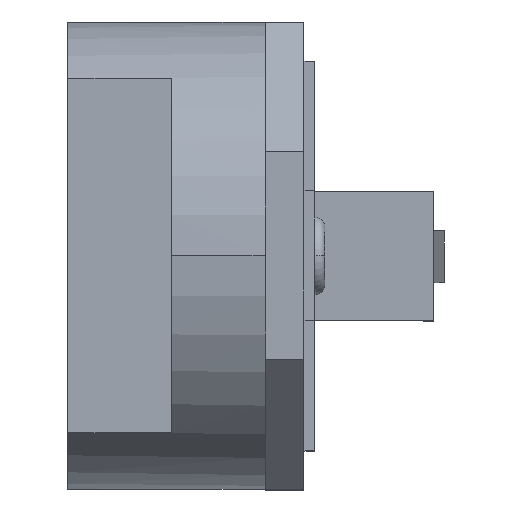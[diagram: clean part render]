
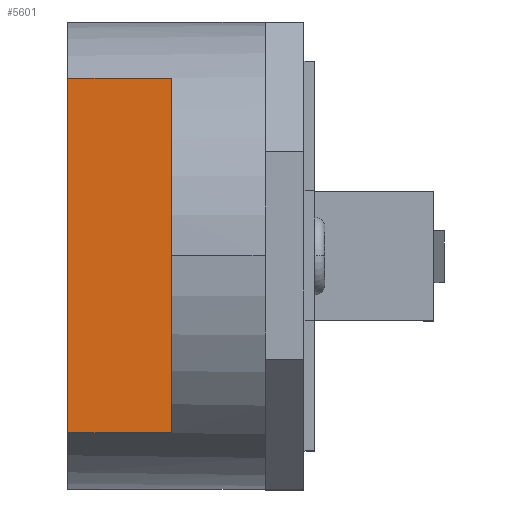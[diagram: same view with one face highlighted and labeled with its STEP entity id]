
A CAD part, top view. The second image highlights one B-rep face of the part: STEP entity #5601.
In plain terms, the highlighted planar face has unit normal (0, 0, 1).
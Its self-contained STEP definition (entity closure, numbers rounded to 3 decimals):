
#910 = PLANE('',#911);
#911 = AXIS2_PLACEMENT_3D('',#912,#913,#914);
#912 = CARTESIAN_POINT('',(-7.075,0.,
    7.75));
#913 = DIRECTION('',(-1.,0.,0.));
#914 = DIRECTION('',(0.,0.,-1.));
#1044 = VERTEX_POINT('',#1045);
#1045 = CARTESIAN_POINT('',(-7.075,-3.418,
    10.677));
#1053 = CYLINDRICAL_SURFACE('',#1054,4.5);
#1054 = AXIS2_PLACEMENT_3D('',#1055,#1056,#1057);
#1055 = CARTESIAN_POINT('',(-7.075,0.,
    7.75));
#1056 = DIRECTION('',(1.,0.,0.));
#1057 = DIRECTION('',(0.,0.,1.));
#1132 = CYLINDRICAL_SURFACE('',#1133,4.5);
#1133 = AXIS2_PLACEMENT_3D('',#1134,#1135,#1136);
#1134 = CARTESIAN_POINT('',(-7.075,0.,
    7.75));
#1135 = DIRECTION('',(1.,0.,0.));
#1136 = DIRECTION('',(0.,0.,1.));
#1339 = VERTEX_POINT('',#1340);
#1340 = CARTESIAN_POINT('',(-5.075,-3.418,
    10.677));
#1377 = PLANE('',#1378);
#1378 = AXIS2_PLACEMENT_3D('',#1379,#1380,#1381);
#1379 = CARTESIAN_POINT('',(-5.075,0.,
    7.75));
#1380 = DIRECTION('',(1.,0.,0.));
#1381 = DIRECTION('',(0.,0.,1.));
#1393 = EDGE_CURVE('',#1339,#1044,#1394,.T.);
#1394 = SURFACE_CURVE('',#1395,(#1399,#1428),.PCURVE_S1.);
#1395 = LINE('',#1396,#1397);
#1396 = CARTESIAN_POINT('',(-5.075,-3.418,
    10.677));
#1397 = VECTOR('',#1398,1.);
#1398 = DIRECTION('',(-1.,0.,0.));
#1399 = PCURVE('',#1053,#1400);
#1400 = DEFINITIONAL_REPRESENTATION('',(#1401),#1427);
#1401 = B_SPLINE_CURVE_WITH_KNOTS('',3,(#1402,#1403,#1404,#1405,#1406,
    #1407,#1408,#1409,#1410,#1411,#1412,#1413,#1414,#1415,#1416,#1417,
    #1418,#1419,#1420,#1421,#1422,#1423,#1424,#1425,#1426),
  .UNSPECIFIED.,.F.,.F.,(4,1,1,1,1,1,1,1,1,1,1,1,1,1,1,1,1,1,1,1,1,1,4),
  (0.,0.091,0.182,0.273,0.364,
    0.455,0.545,0.636,0.727,
    0.818,0.909,1.,1.091,1.182,
    1.273,1.364,1.455,1.545,
    1.636,1.727,1.818,1.909,2.),
  .UNSPECIFIED.);
#1402 = CARTESIAN_POINT('',(0.863,2.));
#1403 = CARTESIAN_POINT('',(0.863,1.97));
#1404 = CARTESIAN_POINT('',(0.863,1.909));
#1405 = CARTESIAN_POINT('',(0.863,1.818));
#1406 = CARTESIAN_POINT('',(0.863,1.727));
#1407 = CARTESIAN_POINT('',(0.863,1.636));
#1408 = CARTESIAN_POINT('',(0.863,1.545));
#1409 = CARTESIAN_POINT('',(0.863,1.455));
#1410 = CARTESIAN_POINT('',(0.863,1.364));
#1411 = CARTESIAN_POINT('',(0.863,1.273));
#1412 = CARTESIAN_POINT('',(0.863,1.182));
#1413 = CARTESIAN_POINT('',(0.863,1.091));
#1414 = CARTESIAN_POINT('',(0.863,1.));
#1415 = CARTESIAN_POINT('',(0.863,0.909));
#1416 = CARTESIAN_POINT('',(0.863,0.818));
#1417 = CARTESIAN_POINT('',(0.863,0.727));
#1418 = CARTESIAN_POINT('',(0.863,0.636));
#1419 = CARTESIAN_POINT('',(0.863,0.545));
#1420 = CARTESIAN_POINT('',(0.863,0.455));
#1421 = CARTESIAN_POINT('',(0.863,0.364));
#1422 = CARTESIAN_POINT('',(0.863,0.273));
#1423 = CARTESIAN_POINT('',(0.863,0.182));
#1424 = CARTESIAN_POINT('',(0.863,0.091));
#1425 = CARTESIAN_POINT('',(0.863,0.03));
#1426 = CARTESIAN_POINT('',(0.863,0.));
#1427 = ( GEOMETRIC_REPRESENTATION_CONTEXT(2) 
PARAMETRIC_REPRESENTATION_CONTEXT() REPRESENTATION_CONTEXT('2D SPACE',''
  ) );
#1428 = PCURVE('',#1429,#1434);
#1429 = PLANE('',#1430);
#1430 = AXIS2_PLACEMENT_3D('',#1431,#1432,#1433);
#1431 = CARTESIAN_POINT('',(-5.075,3.418,
    10.677));
#1432 = DIRECTION('',(0.,0.,-1.));
#1433 = DIRECTION('',(0.,-1.,0.));
#1434 = DEFINITIONAL_REPRESENTATION('',(#1435),#1439);
#1435 = LINE('',#1436,#1437);
#1436 = CARTESIAN_POINT('',(6.836,0.));
#1437 = VECTOR('',#1438,1.);
#1438 = DIRECTION('',(0.,1.));
#1439 = ( GEOMETRIC_REPRESENTATION_CONTEXT(2) 
PARAMETRIC_REPRESENTATION_CONTEXT() REPRESENTATION_CONTEXT('2D SPACE',''
  ) );
#3600 = VERTEX_POINT('',#3601);
#3601 = CARTESIAN_POINT('',(-5.075,3.418,
    10.677));
#3649 = EDGE_CURVE('',#3600,#1339,#3650,.T.);
#3650 = SURFACE_CURVE('',#3651,(#3655,#3662),.PCURVE_S1.);
#3651 = LINE('',#3652,#3653);
#3652 = CARTESIAN_POINT('',(-5.075,3.418,
    10.677));
#3653 = VECTOR('',#3654,1.);
#3654 = DIRECTION('',(0.,-1.,0.));
#3655 = PCURVE('',#1377,#3656);
#3656 = DEFINITIONAL_REPRESENTATION('',(#3657),#3661);
#3657 = LINE('',#3658,#3659);
#3658 = CARTESIAN_POINT('',(2.927,-3.418));
#3659 = VECTOR('',#3660,1.);
#3660 = DIRECTION('',(0.,1.));
#3661 = ( GEOMETRIC_REPRESENTATION_CONTEXT(2) 
PARAMETRIC_REPRESENTATION_CONTEXT() REPRESENTATION_CONTEXT('2D SPACE',''
  ) );
#3662 = PCURVE('',#1429,#3663);
#3663 = DEFINITIONAL_REPRESENTATION('',(#3664),#3668);
#3664 = LINE('',#3665,#3666);
#3665 = CARTESIAN_POINT('',(0.,0.));
#3666 = VECTOR('',#3667,1.);
#3667 = DIRECTION('',(1.,0.));
#3668 = ( GEOMETRIC_REPRESENTATION_CONTEXT(2) 
PARAMETRIC_REPRESENTATION_CONTEXT() REPRESENTATION_CONTEXT('2D SPACE',''
  ) );
#4436 = VERTEX_POINT('',#4437);
#4437 = CARTESIAN_POINT('',(-7.075,3.418,
    10.677));
#4481 = EDGE_CURVE('',#3600,#4436,#4482,.T.);
#4482 = SURFACE_CURVE('',#4483,(#4487,#4516),.PCURVE_S1.);
#4483 = LINE('',#4484,#4485);
#4484 = CARTESIAN_POINT('',(-5.075,3.418,
    10.677));
#4485 = VECTOR('',#4486,1.);
#4486 = DIRECTION('',(-1.,0.,0.));
#4487 = PCURVE('',#1132,#4488);
#4488 = DEFINITIONAL_REPRESENTATION('',(#4489),#4515);
#4489 = B_SPLINE_CURVE_WITH_KNOTS('',3,(#4490,#4491,#4492,#4493,#4494,
    #4495,#4496,#4497,#4498,#4499,#4500,#4501,#4502,#4503,#4504,#4505,
    #4506,#4507,#4508,#4509,#4510,#4511,#4512,#4513,#4514),
  .UNSPECIFIED.,.F.,.F.,(4,1,1,1,1,1,1,1,1,1,1,1,1,1,1,1,1,1,1,1,1,1,4),
  (0.,0.091,0.182,0.273,0.364,
    0.455,0.545,0.636,0.727,
    0.818,0.909,1.,1.091,1.182,
    1.273,1.364,1.455,1.545,
    1.636,1.727,1.818,1.909,2.),
  .UNSPECIFIED.);
#4490 = CARTESIAN_POINT('',(5.421,2.));
#4491 = CARTESIAN_POINT('',(5.421,1.97));
#4492 = CARTESIAN_POINT('',(5.421,1.909));
#4493 = CARTESIAN_POINT('',(5.421,1.818));
#4494 = CARTESIAN_POINT('',(5.421,1.727));
#4495 = CARTESIAN_POINT('',(5.421,1.636));
#4496 = CARTESIAN_POINT('',(5.421,1.545));
#4497 = CARTESIAN_POINT('',(5.421,1.455));
#4498 = CARTESIAN_POINT('',(5.421,1.364));
#4499 = CARTESIAN_POINT('',(5.421,1.273));
#4500 = CARTESIAN_POINT('',(5.421,1.182));
#4501 = CARTESIAN_POINT('',(5.421,1.091));
#4502 = CARTESIAN_POINT('',(5.421,1.));
#4503 = CARTESIAN_POINT('',(5.421,0.909));
#4504 = CARTESIAN_POINT('',(5.421,0.818));
#4505 = CARTESIAN_POINT('',(5.421,0.727));
#4506 = CARTESIAN_POINT('',(5.421,0.636));
#4507 = CARTESIAN_POINT('',(5.421,0.545));
#4508 = CARTESIAN_POINT('',(5.421,0.455));
#4509 = CARTESIAN_POINT('',(5.421,0.364));
#4510 = CARTESIAN_POINT('',(5.421,0.273));
#4511 = CARTESIAN_POINT('',(5.421,0.182));
#4512 = CARTESIAN_POINT('',(5.421,0.091));
#4513 = CARTESIAN_POINT('',(5.421,0.03));
#4514 = CARTESIAN_POINT('',(5.421,0.));
#4515 = ( GEOMETRIC_REPRESENTATION_CONTEXT(2) 
PARAMETRIC_REPRESENTATION_CONTEXT() REPRESENTATION_CONTEXT('2D SPACE',''
  ) );
#4516 = PCURVE('',#1429,#4517);
#4517 = DEFINITIONAL_REPRESENTATION('',(#4518),#4522);
#4518 = LINE('',#4519,#4520);
#4519 = CARTESIAN_POINT('',(0.,0.));
#4520 = VECTOR('',#4521,1.);
#4521 = DIRECTION('',(0.,1.));
#4522 = ( GEOMETRIC_REPRESENTATION_CONTEXT(2) 
PARAMETRIC_REPRESENTATION_CONTEXT() REPRESENTATION_CONTEXT('2D SPACE',''
  ) );
#4531 = EDGE_CURVE('',#4436,#1044,#4532,.T.);
#4532 = SURFACE_CURVE('',#4533,(#4537,#4544),.PCURVE_S1.);
#4533 = LINE('',#4534,#4535);
#4534 = CARTESIAN_POINT('',(-7.075,3.418,
    10.677));
#4535 = VECTOR('',#4536,1.);
#4536 = DIRECTION('',(0.,-1.,0.));
#4537 = PCURVE('',#910,#4538);
#4538 = DEFINITIONAL_REPRESENTATION('',(#4539),#4543);
#4539 = LINE('',#4540,#4541);
#4540 = CARTESIAN_POINT('',(-2.927,-3.418));
#4541 = VECTOR('',#4542,1.);
#4542 = DIRECTION('',(0.,1.));
#4543 = ( GEOMETRIC_REPRESENTATION_CONTEXT(2) 
PARAMETRIC_REPRESENTATION_CONTEXT() REPRESENTATION_CONTEXT('2D SPACE',''
  ) );
#4544 = PCURVE('',#1429,#4545);
#4545 = DEFINITIONAL_REPRESENTATION('',(#4546),#4550);
#4546 = LINE('',#4547,#4548);
#4547 = CARTESIAN_POINT('',(0.,2.));
#4548 = VECTOR('',#4549,1.);
#4549 = DIRECTION('',(1.,0.));
#4550 = ( GEOMETRIC_REPRESENTATION_CONTEXT(2) 
PARAMETRIC_REPRESENTATION_CONTEXT() REPRESENTATION_CONTEXT('2D SPACE',''
  ) );
#5601 = ADVANCED_FACE('',(#5602),#1429,.F.);
#5602 = FACE_BOUND('',#5603,.T.);
#5603 = EDGE_LOOP('',(#5604,#5605,#5606,#5607));
#5604 = ORIENTED_EDGE('',*,*,#4531,.T.);
#5605 = ORIENTED_EDGE('',*,*,#1393,.F.);
#5606 = ORIENTED_EDGE('',*,*,#3649,.F.);
#5607 = ORIENTED_EDGE('',*,*,#4481,.T.);
